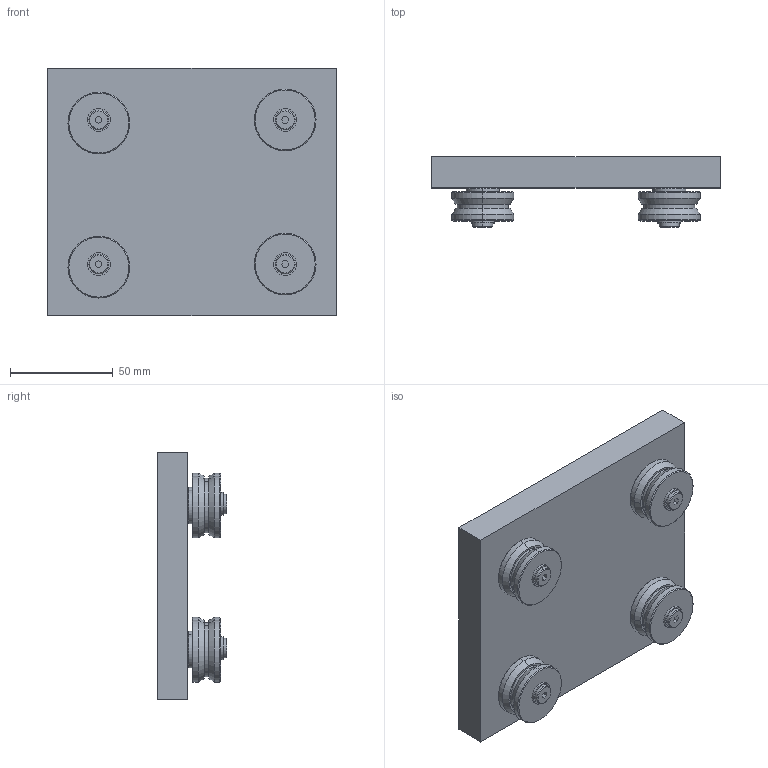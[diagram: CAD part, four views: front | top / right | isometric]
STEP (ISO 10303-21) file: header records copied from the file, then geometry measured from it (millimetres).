
FILE_DESCRIPTION(('STEP AP203'),'1');
FILE_NAME('carriage_c10b.stp','2015-11-01T15:26:32',('TraceParts'),('TraceParts S.A.'),'Spatial InterOp 3D',' ',' ');
FILE_SCHEMA(('CONFIG_CONTROL_DESIGN'));
Length unit declared in the file: millimetre
Products named in the file (1): 1
Bounding box: 140 x 34 x 120 mm (x, y, z)
Volume: 279488 mm3; surface area: 56294 mm2
Topology: 1 solids, 1 shells, 246 faces, 526 edges, 322 vertices
Faces by surface type: plane 94, cone 88, cylinder 64
Entity records: 6692 total; most frequent: CARTESIAN_POINT 1287, DIRECTION 1190, ORIENTED_EDGE 1052, EDGE_CURVE 526, AXIS2_PLACEMENT_3D 465, VERTEX_POINT 322, EDGE_LOOP 286, LINE 260
